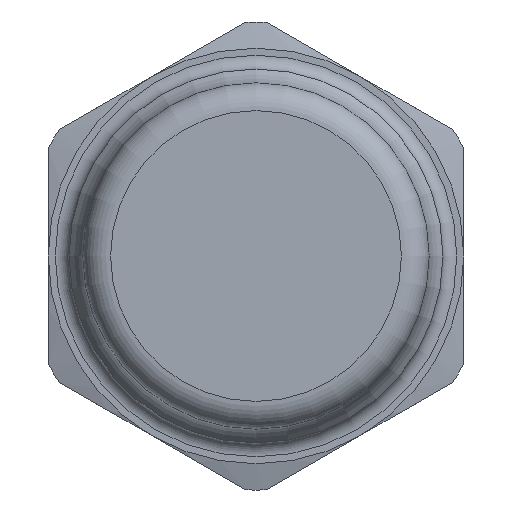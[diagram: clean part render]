
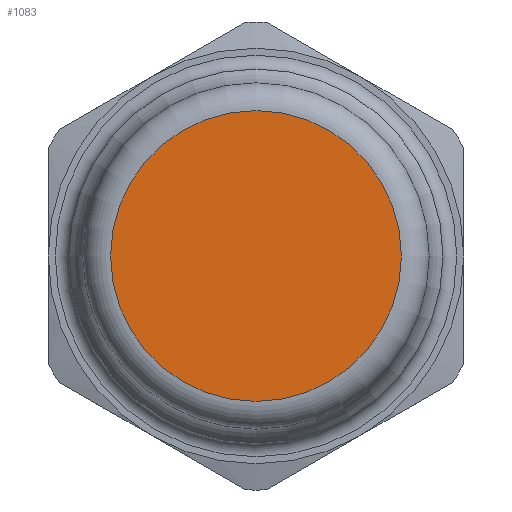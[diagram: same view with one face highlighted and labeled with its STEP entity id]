
A CAD part, left-side view. The second image highlights one B-rep face of the part: STEP entity #1083.
In plain terms, the highlighted planar face has unit normal (-1, 0, 0).
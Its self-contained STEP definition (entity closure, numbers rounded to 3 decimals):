
#1060=CARTESIAN_POINT('',(0.,5.25,0.0));
#1061=VERTEX_POINT('',#1060);
#1062=CARTESIAN_POINT('',(0.,0.0,0.0));
#1063=DIRECTION('',(1.0,0.0,0.0));
#1064=DIRECTION('',(0.0,-1.0,0.0));
#1065=AXIS2_PLACEMENT_3D('',#1062,#1063,#1064);
#1066=CIRCLE('',#1065,5.25);
#1067=EDGE_CURVE('',#1061,#1061,#1066,.T.);
#1075=CARTESIAN_POINT('',(0.,5.375,0.0));
#1076=DIRECTION('',(-1.0,0.0,0.0));
#1077=DIRECTION('',(0.0,0.0,1.0));
#1078=AXIS2_PLACEMENT_3D('',#1075,#1076,#1077);
#1079=PLANE('',#1078);
#1080=ORIENTED_EDGE('',*,*,#1067,.F.);
#1081=EDGE_LOOP('',(#1080));
#1082=FACE_OUTER_BOUND('',#1081,.T.);
#1083=ADVANCED_FACE('',(#1082),#1079,.T.);
